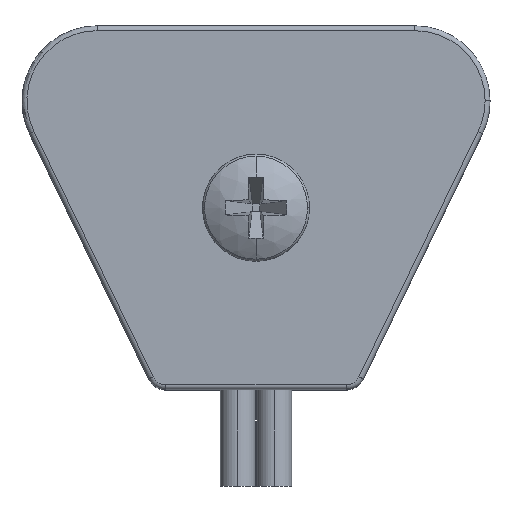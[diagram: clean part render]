
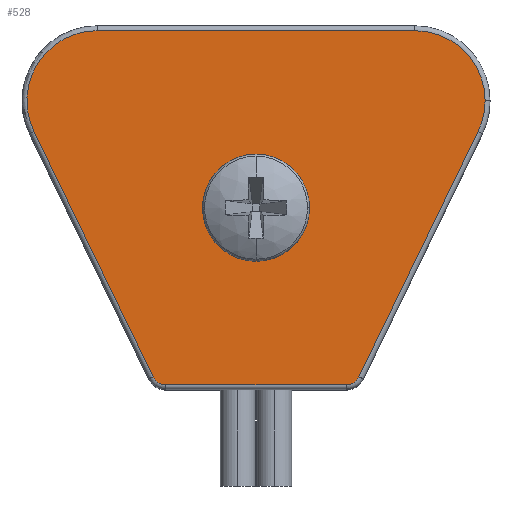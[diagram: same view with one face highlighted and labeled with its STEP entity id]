
A CAD part, top view. The second image highlights one B-rep face of the part: STEP entity #528.
In plain terms, the highlighted planar face has unit normal (0, 0, 1).
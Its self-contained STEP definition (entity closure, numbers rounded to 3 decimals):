
#17 = EDGE_CURVE ( 'NONE', #929, #1719, #750, .T. ) ;
#103 = DIRECTION ( 'NONE',  ( 1., 0., 0. ) ) ;
#117 = ORIENTED_EDGE ( 'NONE', *, *, #1703, .T. ) ;
#136 = CARTESIAN_POINT ( 'NONE',  ( 11.53, 3.957, 9.7 ) ) ;
#244 = LINE ( 'NONE', #136, #784 ) ;
#253 = AXIS2_PLACEMENT_3D ( 'NONE', #979, #1287, #103 ) ;
#263 = VERTEX_POINT ( 'NONE', #1593 ) ;
#265 = LINE ( 'NONE', #316, #1382 ) ;
#316 = CARTESIAN_POINT ( 'NONE',  ( 4.674, -9.196, 9.7 ) ) ;
#336 = CARTESIAN_POINT ( 'NONE',  ( 11.896, 5.55, 9.7 ) ) ;
#353 = VECTOR ( 'NONE', #1109, 1000. ) ;
#482 = DIRECTION ( 'NONE',  ( -1., 0., 0. ) ) ;
#506 = DIRECTION ( 'NONE',  ( 0., 0., 1. ) ) ;
#510 = VECTOR ( 'NONE', #482, 1000. ) ;
#513 = AXIS2_PLACEMENT_3D ( 'NONE', #827, #1853, #1429 ) ;
#528 = ADVANCED_FACE ( 'NONE', ( #1840 ), #927, .T. ) ;
#541 = CARTESIAN_POINT ( 'NONE',  ( 4.674, -9.196, 9.7 ) ) ;
#562 = DIRECTION ( 'NONE',  ( 1., 0., 0. ) ) ;
#574 = DIRECTION ( 'NONE',  ( 0., 0., 1. ) ) ;
#581 = CIRCLE ( 'NONE', #1111, 3.646 ) ;
#591 = ORIENTED_EDGE ( 'NONE', *, *, #17, .T. ) ;
#630 = EDGE_CURVE ( 'NONE', #1719, #1087, #984, .T. ) ;
#633 = ORIENTED_EDGE ( 'NONE', *, *, #1601, .T. ) ;
#645 = DIRECTION ( 'NONE',  ( 1., 0., 0. ) ) ;
#652 = CARTESIAN_POINT ( 'NONE',  ( -5.345, -8.776, 9.7 ) ) ;
#676 = CARTESIAN_POINT ( 'NONE',  ( -4.674, -9.196, 9.7 ) ) ;
#734 = DIRECTION ( 'NONE',  ( 0.437, 0.9, 0. ) ) ;
#735 = CARTESIAN_POINT ( 'NONE',  ( 5.345, -8.776, 9.7 ) ) ;
#750 = LINE ( 'NONE', #652, #353 ) ;
#758 = VERTEX_POINT ( 'NONE', #735 ) ;
#763 = EDGE_CURVE ( 'NONE', #1775, #1764, #1234, .T. ) ;
#768 = CARTESIAN_POINT ( 'NONE',  ( 8.25, 5.55, 9.7 ) ) ;
#784 = VECTOR ( 'NONE', #734, 1000. ) ;
#827 = CARTESIAN_POINT ( 'NONE',  ( 4.674, -8.45, 9.7 ) ) ;
#871 = AXIS2_PLACEMENT_3D ( 'NONE', #990, #574, #1129 ) ;
#927 = PLANE ( 'NONE',  #1557 ) ;
#929 = VERTEX_POINT ( 'NONE', #1536 ) ;
#970 = ORIENTED_EDGE ( 'NONE', *, *, #630, .T. ) ;
#979 = CARTESIAN_POINT ( 'NONE',  ( 8.25, 5.55, 9.7 ) ) ;
#984 = CIRCLE ( 'NONE', #1186, 0.746 ) ;
#986 = CARTESIAN_POINT ( 'NONE',  ( -4.674, -8.45, 9.7 ) ) ;
#990 = CARTESIAN_POINT ( 'NONE',  ( -8.25, 5.55, 9.7 ) ) ;
#1001 = EDGE_CURVE ( 'NONE', #1770, #1775, #581, .T. ) ;
#1019 = ORIENTED_EDGE ( 'NONE', *, *, #1523, .T. ) ;
#1052 = DIRECTION ( 'NONE',  ( 0., 0., 1. ) ) ;
#1054 = DIRECTION ( 'NONE',  ( 1., 0., 0. ) ) ;
#1087 = VERTEX_POINT ( 'NONE', #676 ) ;
#1089 = VERTEX_POINT ( 'NONE', #541 ) ;
#1109 = DIRECTION ( 'NONE',  ( 0.437, -0.9, 0. ) ) ;
#1111 = AXIS2_PLACEMENT_3D ( 'NONE', #768, #506, #645 ) ;
#1129 = DIRECTION ( 'NONE',  ( 1., 0., 0. ) ) ;
#1185 = CARTESIAN_POINT ( 'NONE',  ( -8.25, 9.196, 9.7 ) ) ;
#1186 = AXIS2_PLACEMENT_3D ( 'NONE', #986, #1436, #562 ) ;
#1192 = CIRCLE ( 'NONE', #513, 0.746 ) ;
#1234 = LINE ( 'NONE', #1185, #510 ) ;
#1277 = EDGE_CURVE ( 'NONE', #1087, #1089, #265, .T. ) ;
#1287 = DIRECTION ( 'NONE',  ( 0., 0., 1. ) ) ;
#1302 = CARTESIAN_POINT ( 'NONE',  ( 8.25, 9.196, 9.7 ) ) ;
#1322 = CARTESIAN_POINT ( 'NONE',  ( -8.25, 9.196, 9.7 ) ) ;
#1357 = CIRCLE ( 'NONE', #253, 3.646 ) ;
#1382 = VECTOR ( 'NONE', #1054, 1000. ) ;
#1420 = ORIENTED_EDGE ( 'NONE', *, *, #1277, .T. ) ;
#1429 = DIRECTION ( 'NONE',  ( 1., 0., 0. ) ) ;
#1436 = DIRECTION ( 'NONE',  ( 0., 0., 1. ) ) ;
#1523 = EDGE_CURVE ( 'NONE', #1089, #758, #1192, .T. ) ;
#1525 = CIRCLE ( 'NONE', #871, 3.646 ) ;
#1536 = CARTESIAN_POINT ( 'NONE',  ( -11.53, 3.957, 9.7 ) ) ;
#1557 = AXIS2_PLACEMENT_3D ( 'NONE', #1669, #1052, #1794 ) ;
#1571 = EDGE_LOOP ( 'NONE', ( #1598, #633, #591, #970, #1420, #1019, #117, #1576, #1804 ) ) ;
#1576 = ORIENTED_EDGE ( 'NONE', *, *, #1626, .T. ) ;
#1593 = CARTESIAN_POINT ( 'NONE',  ( 11.53, 3.957, 9.7 ) ) ;
#1598 = ORIENTED_EDGE ( 'NONE', *, *, #763, .T. ) ;
#1601 = EDGE_CURVE ( 'NONE', #1764, #929, #1525, .T. ) ;
#1626 = EDGE_CURVE ( 'NONE', #263, #1770, #1357, .T. ) ;
#1669 = CARTESIAN_POINT ( 'NONE',  ( 0., 0., 9.7 ) ) ;
#1703 = EDGE_CURVE ( 'NONE', #758, #263, #244, .T. ) ;
#1719 = VERTEX_POINT ( 'NONE', #1763 ) ;
#1763 = CARTESIAN_POINT ( 'NONE',  ( -5.345, -8.776, 9.7 ) ) ;
#1764 = VERTEX_POINT ( 'NONE', #1322 ) ;
#1770 = VERTEX_POINT ( 'NONE', #336 ) ;
#1775 = VERTEX_POINT ( 'NONE', #1302 ) ;
#1794 = DIRECTION ( 'NONE',  ( 1., 0., 0. ) ) ;
#1804 = ORIENTED_EDGE ( 'NONE', *, *, #1001, .T. ) ;
#1840 = FACE_OUTER_BOUND ( 'NONE', #1571, .T. ) ;
#1853 = DIRECTION ( 'NONE',  ( 0., 0., 1. ) ) ;
